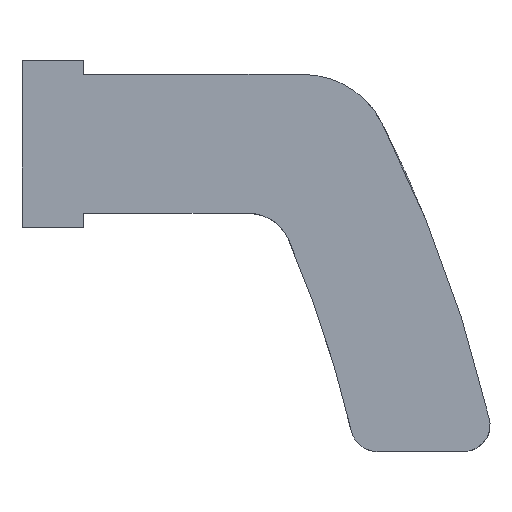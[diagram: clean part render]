
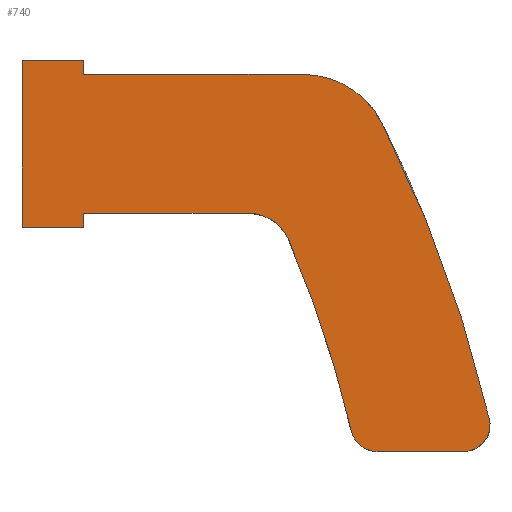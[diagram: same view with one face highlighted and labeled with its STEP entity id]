
A CAD part, top view. The second image highlights one B-rep face of the part: STEP entity #740.
In plain terms, the highlighted planar face has unit normal (0, 0, 1).
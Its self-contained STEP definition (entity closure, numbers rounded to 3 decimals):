
#30=PLANE('',#790);
#42=CIRCLE('',#763,75.);
#45=CIRCLE('',#767,5.);
#48=CIRCLE('',#776,2.5);
#50=CIRCLE('',#779,65.);
#52=CIRCLE('',#782,1.5);
#55=CIRCLE('',#787,1.5);
#67=LINE('',#1005,#116);
#70=LINE('',#1013,#119);
#74=LINE('',#1021,#123);
#77=LINE('',#1027,#126);
#80=LINE('',#1033,#129);
#86=LINE('',#1059,#135);
#89=LINE('',#1068,#138);
#91=LINE('',#1071,#140);
#116=VECTOR('',#834,1000.);
#119=VECTOR('',#841,1000.);
#123=VECTOR('',#847,1000.);
#126=VECTOR('',#852,1000.);
#129=VECTOR('',#857,1000.);
#135=VECTOR('',#885,1000.);
#138=VECTOR('',#896,1000.);
#140=VECTOR('',#900,1000.);
#221=ORIENTED_EDGE('',*,*,#315,.T.);
#222=ORIENTED_EDGE('',*,*,#311,.T.);
#223=ORIENTED_EDGE('',*,*,#319,.T.);
#224=ORIENTED_EDGE('',*,*,#322,.T.);
#225=ORIENTED_EDGE('',*,*,#325,.T.);
#226=ORIENTED_EDGE('',*,*,#328,.F.);
#227=ORIENTED_EDGE('',*,*,#331,.F.);
#228=ORIENTED_EDGE('',*,*,#334,.T.);
#229=ORIENTED_EDGE('',*,*,#338,.T.);
#230=ORIENTED_EDGE('',*,*,#340,.T.);
#231=ORIENTED_EDGE('',*,*,#301,.T.);
#232=ORIENTED_EDGE('',*,*,#308,.T.);
#233=ORIENTED_EDGE('',*,*,#343,.T.);
#234=ORIENTED_EDGE('',*,*,#345,.T.);
#301=EDGE_CURVE('',#372,#371,#42,.T.);
#308=EDGE_CURVE('',#371,#376,#45,.T.);
#311=EDGE_CURVE('',#380,#379,#67,.T.);
#315=EDGE_CURVE('',#383,#380,#70,.T.);
#319=EDGE_CURVE('',#379,#385,#74,.T.);
#322=EDGE_CURVE('',#385,#387,#77,.T.);
#325=EDGE_CURVE('',#387,#389,#80,.T.);
#328=EDGE_CURVE('',#391,#389,#48,.T.);
#331=EDGE_CURVE('',#393,#391,#50,.T.);
#334=EDGE_CURVE('',#393,#395,#52,.T.);
#338=EDGE_CURVE('',#395,#398,#86,.T.);
#340=EDGE_CURVE('',#398,#372,#55,.T.);
#343=EDGE_CURVE('',#376,#400,#89,.T.);
#345=EDGE_CURVE('',#400,#383,#91,.T.);
#371=VERTEX_POINT('',#978);
#372=VERTEX_POINT('',#980);
#376=VERTEX_POINT('',#997);
#379=VERTEX_POINT('',#1004);
#380=VERTEX_POINT('',#1006);
#383=VERTEX_POINT('',#1014);
#385=VERTEX_POINT('',#1020);
#387=VERTEX_POINT('',#1026);
#389=VERTEX_POINT('',#1032);
#391=VERTEX_POINT('',#1038);
#393=VERTEX_POINT('',#1044);
#395=VERTEX_POINT('',#1050);
#398=VERTEX_POINT('',#1058);
#400=VERTEX_POINT('',#1067);
#436=EDGE_LOOP('',(#221,#222,#223,#224,#225,#226,#227,#228,#229,#230,#231,
#232,#233,#234));
#475=FACE_BOUND('',#436,.T.);
#740=ADVANCED_FACE('',(#475),#30,.T.);
#763=AXIS2_PLACEMENT_3D('',#979,#817,#818);
#767=AXIS2_PLACEMENT_3D('',#998,#828,#829);
#776=AXIS2_PLACEMENT_3D('',#1039,#863,#864);
#779=AXIS2_PLACEMENT_3D('',#1045,#870,#871);
#782=AXIS2_PLACEMENT_3D('',#1051,#877,#878);
#787=AXIS2_PLACEMENT_3D('',#1062,#890,#891);
#790=AXIS2_PLACEMENT_3D('',#1072,#901,#902);
#817=DIRECTION('',(0.,0.,1.));
#818=DIRECTION('',(1.,0.,0.));
#828=DIRECTION('',(0.,0.,1.));
#829=DIRECTION('',(1.,0.,0.));
#834=DIRECTION('',(0.,-1.,0.));
#841=DIRECTION('',(-1.,0.,0.));
#847=DIRECTION('',(1.,0.,0.));
#852=DIRECTION('',(0.,1.,0.));
#857=DIRECTION('',(1.,0.,0.));
#863=DIRECTION('',(0.,0.,1.));
#864=DIRECTION('',(1.,0.,0.));
#870=DIRECTION('',(0.,0.,1.));
#871=DIRECTION('',(1.,0.,0.));
#877=DIRECTION('',(0.,0.,1.));
#878=DIRECTION('',(1.,0.,0.));
#885=DIRECTION('',(1.,0.,0.));
#890=DIRECTION('',(0.,0.,1.));
#891=DIRECTION('',(1.,0.,0.));
#896=DIRECTION('',(-1.,0.,0.));
#900=DIRECTION('',(0.,1.,0.));
#901=DIRECTION('',(0.,0.,1.));
#902=DIRECTION('',(1.,0.,0.));
#978=CARTESIAN_POINT('',(20.46,1.209,3.5));
#979=CARTESIAN_POINT('',(-46.448,-32.677,3.5));
#980=CARTESIAN_POINT('',(26.596,-15.66,3.5));
#997=CARTESIAN_POINT('',(16.,3.95,3.5));
#998=CARTESIAN_POINT('',(16.,-1.05,3.5));
#1004=CARTESIAN_POINT('',(0.,-4.75,3.5));
#1005=CARTESIAN_POINT('',(0.,4.75,3.5));
#1006=CARTESIAN_POINT('',(0.,4.75,3.5));
#1013=CARTESIAN_POINT('',(3.5,4.75,3.5));
#1014=CARTESIAN_POINT('',(3.5,4.75,3.5));
#1020=CARTESIAN_POINT('',(3.5,-4.75,3.5));
#1021=CARTESIAN_POINT('',(0.,-4.75,3.5));
#1026=CARTESIAN_POINT('',(3.5,-3.95,3.5));
#1027=CARTESIAN_POINT('',(3.5,-4.75,3.5));
#1032=CARTESIAN_POINT('',(12.875,-3.95,3.5));
#1033=CARTESIAN_POINT('',(3.5,-3.95,3.5));
#1038=CARTESIAN_POINT('',(15.173,-5.464,3.5));
#1039=CARTESIAN_POINT('',(12.875,-6.45,3.5));
#1044=CARTESIAN_POINT('',(18.741,-16.34,3.5));
#1045=CARTESIAN_POINT('',(-44.564,-31.088,3.5));
#1050=CARTESIAN_POINT('',(20.202,-17.5,3.5));
#1051=CARTESIAN_POINT('',(20.202,-16.,3.5));
#1058=CARTESIAN_POINT('',(25.135,-17.5,3.5));
#1059=CARTESIAN_POINT('',(20.202,-17.5,3.5));
#1062=CARTESIAN_POINT('',(25.135,-16.,3.5));
#1067=CARTESIAN_POINT('',(3.5,3.95,3.5));
#1068=CARTESIAN_POINT('',(16.,3.95,3.5));
#1071=CARTESIAN_POINT('',(3.5,3.95,3.5));
#1072=CARTESIAN_POINT('',(12.875,-6.45,3.5));
